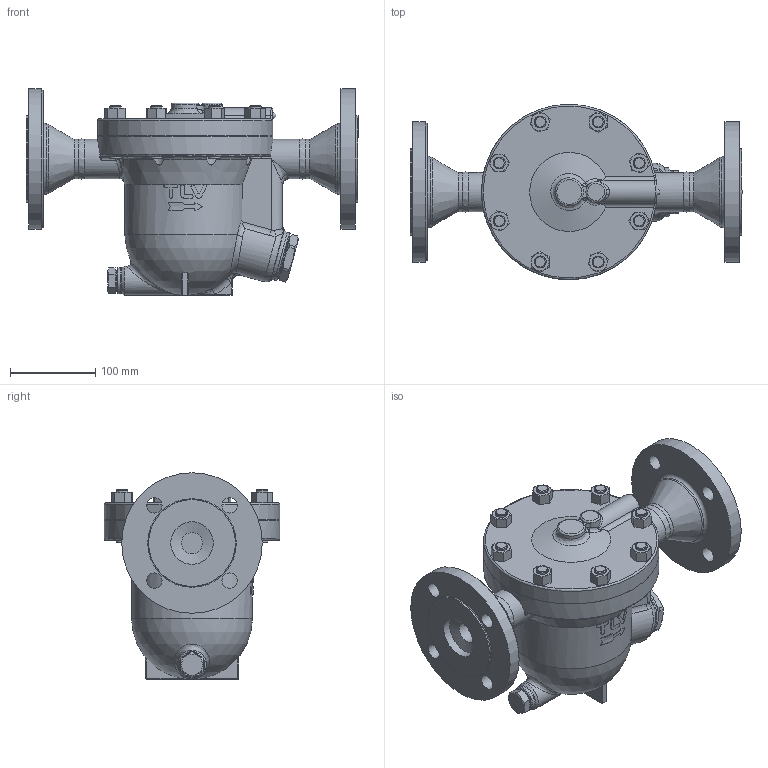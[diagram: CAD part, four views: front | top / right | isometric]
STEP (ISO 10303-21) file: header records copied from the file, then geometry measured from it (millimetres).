
FILE_DESCRIPTION((''),'2;1');
FILE_NAME('j7rlx-050-e0040-00.stp','2011-08-19T11:34:39',('sugie07'),(''),'Autodesk Inventor 2012','Autodesk Inventor 2012','');
FILE_SCHEMA(('AUTOMOTIVE_DESIGN { 1 0 10303 214 1 1 1 1 }'));
Length unit declared in the file: millimetre
Products named in the file (1): JH7RLX_50A_DIN
Bounding box: 390 x 206 x 242.5 mm (x, y, z)
Volume: 5271098 mm3; surface area: 367725.3 mm2
Topology: 1 solids, 2 shells, 430 faces, 1013 edges, 628 vertices
Faces by surface type: plane 148, cylinder 116, cone 81, bspline 51, torus 27, sphere 7
Full cylindrical faces by diameter (mm): 14 x24, 16 x8, 18 x8, 21 x1, 25 x3, 30 x1, 33 x1, 34 x1, 46 x4, 49.5 x1, 50 x2, 58 x1, 102 x2, 150 x1, 165 x2, 206 x2
Entity records: 15153 total; most frequent: CARTESIAN_POINT 6389, ORIENTED_EDGE 1792, DIRECTION 1675, EDGE_CURVE 896, AXIS2_PLACEMENT_3D 734, VERTEX_POINT 608, EDGE_LOOP 600, FACE_OUTER_BOUND 430
